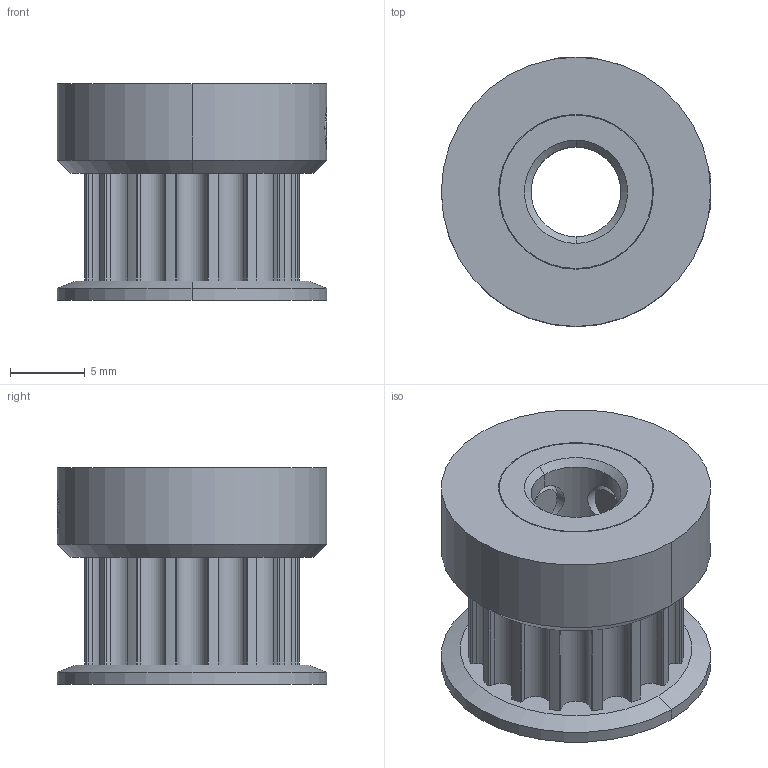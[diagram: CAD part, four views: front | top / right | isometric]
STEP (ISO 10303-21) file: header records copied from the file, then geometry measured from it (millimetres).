
FILE_DESCRIPTION((''),'2;1');
FILE_NAME('1','2018-04-02T',('SYSTEM'),(''),'PRO/ENGINEER BY PARAMETRIC TECHNOLOGY CORPORATION, 2016360','PRO/ENGINEER BY PARAMETRIC TECHNOLOGY CORPORATION, 2016360','');
FILE_SCHEMA(('AUTOMOTIVE_DESIGN { 1 0 10303 214 1 1 1 1 }'));
Length unit declared in the file: millimetre
Products named in the file (1): 1
Bounding box: 18 x 18 x 14.5 mm (x, y, z)
Volume: 2316.4 mm3; surface area: 1849.8 mm2
Topology: 1 solids, 1 shells, 159 faces, 434 edges, 286 vertices
Faces by surface type: cylinder 116, plane 25, cone 18
Entity records: 5670 total; most frequent: CARTESIAN_POINT 1289, DIRECTION 996, ORIENTED_EDGE 868, EDGE_CURVE 434, AXIS2_PLACEMENT_3D 411, VERTEX_POINT 286, CIRCLE 252, VECTOR 174
